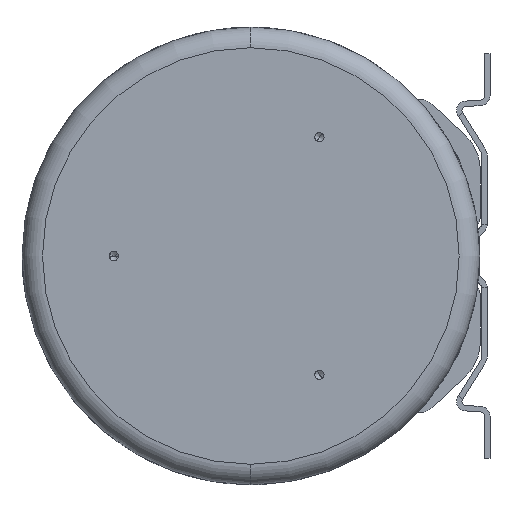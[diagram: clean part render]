
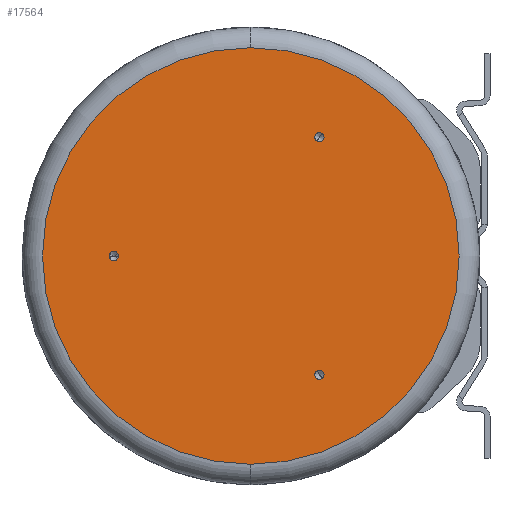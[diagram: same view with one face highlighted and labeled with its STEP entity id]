
A CAD part, left-side view. The second image highlights one B-rep face of the part: STEP entity #17564.
In plain terms, the highlighted planar face has unit normal (-1, 0, 0).
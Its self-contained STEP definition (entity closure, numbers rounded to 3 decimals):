
#6297=CARTESIAN_POINT('',(-121.,100.,0.));
#6298=DIRECTION('',(-1.,0.,0.));
#6299=DIRECTION('',(0.,1.,0.));
#6300=AXIS2_PLACEMENT_3D('',#6297,#6298,#6299);
#6302=CARTESIAN_POINT('',(-121.,100.,0.));
#6303=DIRECTION('',(-1.,0.,0.));
#6304=DIRECTION('',(0.,-1.,0.));
#6305=AXIS2_PLACEMENT_3D('',#6302,#6303,#6304);
#6307=CARTESIAN_POINT('',(-121.,-50.,86.603));
#6308=DIRECTION('',(-1.,0.,0.));
#6309=DIRECTION('',(0.,-0.5,0.866));
#6310=AXIS2_PLACEMENT_3D('',#6307,#6308,#6309);
#6312=CARTESIAN_POINT('',(-121.,-50.,86.603));
#6313=DIRECTION('',(-1.,0.,0.));
#6314=DIRECTION('',(0.,0.5,-0.866));
#6315=AXIS2_PLACEMENT_3D('',#6312,#6313,#6314);
#6317=CARTESIAN_POINT('',(-121.,-50.,-86.603));
#6318=DIRECTION('',(-1.,0.,0.));
#6319=DIRECTION('',(0.,-0.5,-0.866));
#6320=AXIS2_PLACEMENT_3D('',#6317,#6318,#6319);
#6322=CARTESIAN_POINT('',(-121.,-50.,-86.603));
#6323=DIRECTION('',(-1.,0.,0.));
#6324=DIRECTION('',(0.,0.5,0.866));
#6325=AXIS2_PLACEMENT_3D('',#6322,#6323,#6324);
#6327=CARTESIAN_POINT('',(-121.,0.,0.));
#6328=DIRECTION('',(-1.,0.,0.));
#6329=DIRECTION('',(0.,0.,-1.));
#6330=AXIS2_PLACEMENT_3D('',#6327,#6328,#6329);
#6332=CARTESIAN_POINT('',(-121.,0.,0.));
#6333=DIRECTION('',(-1.,0.,0.));
#6334=DIRECTION('',(0.,0.,1.));
#6335=AXIS2_PLACEMENT_3D('',#6332,#6333,#6334);
#8057=CARTESIAN_POINT('',(-121.,103.4,0.));
#8058=VERTEX_POINT('',#8057);
#8059=CARTESIAN_POINT('',(-121.,96.6,0.));
#8060=VERTEX_POINT('',#8059);
#8067=CARTESIAN_POINT('',(-121.,-51.7,89.547));
#8068=VERTEX_POINT('',#8067);
#8069=CARTESIAN_POINT('',(-121.,-48.3,83.658));
#8070=VERTEX_POINT('',#8069);
#8077=CARTESIAN_POINT('',(-121.,-51.7,-89.547));
#8078=VERTEX_POINT('',#8077);
#8079=CARTESIAN_POINT('',(-121.,-48.3,-83.658));
#8080=VERTEX_POINT('',#8079);
#8659=CARTESIAN_POINT('',(-121.,0.,-152.));
#8660=CARTESIAN_POINT('',(-121.,0.,152.));
#8661=VERTEX_POINT('',#8659);
#8662=VERTEX_POINT('',#8660);
#17536=CARTESIAN_POINT('',(-121.,0.,0.));
#17537=DIRECTION('',(-1.,0.,0.));
#17538=DIRECTION('',(0.,0.,1.));
#17539=AXIS2_PLACEMENT_3D('',#17536,#17537,#17538);
#17540=PLANE('',#17539);
#17541=ORIENTED_EDGE('',*,*,#17526,.F.);
#17543=ORIENTED_EDGE('',*,*,#17542,.F.);
#17544=EDGE_LOOP('',(#17541,#17543));
#17545=FACE_OUTER_BOUND('',#17544,.F.);
#17547=ORIENTED_EDGE('',*,*,#17546,.T.);
#17549=ORIENTED_EDGE('',*,*,#17548,.T.);
#17550=EDGE_LOOP('',(#17547,#17549));
#17551=FACE_BOUND('',#17550,.F.);
#17553=ORIENTED_EDGE('',*,*,#17552,.T.);
#17555=ORIENTED_EDGE('',*,*,#17554,.T.);
#17556=EDGE_LOOP('',(#17553,#17555));
#17557=FACE_BOUND('',#17556,.F.);
#17559=ORIENTED_EDGE('',*,*,#17558,.T.);
#17561=ORIENTED_EDGE('',*,*,#17560,.T.);
#17562=EDGE_LOOP('',(#17559,#17561));
#17563=FACE_BOUND('',#17562,.F.);
#17564=ADVANCED_FACE('',(#17545,#17551,#17557,#17563),#17540,.T.);
#6301=CIRCLE('',#6300,3.4);
#6306=CIRCLE('',#6305,3.4);
#6311=CIRCLE('',#6310,3.4);
#6316=CIRCLE('',#6315,3.4);
#6321=CIRCLE('',#6320,3.4);
#6326=CIRCLE('',#6325,3.4);
#6331=CIRCLE('',#6330,152.);
#6336=CIRCLE('',#6335,152.);
#17526=EDGE_CURVE('',#8661,#8662,#6331,.T.);
#17542=EDGE_CURVE('',#8662,#8661,#6336,.T.);
#17546=EDGE_CURVE('',#8068,#8070,#6311,.T.);
#17548=EDGE_CURVE('',#8070,#8068,#6316,.T.);
#17552=EDGE_CURVE('',#8078,#8080,#6321,.T.);
#17554=EDGE_CURVE('',#8080,#8078,#6326,.T.);
#17558=EDGE_CURVE('',#8058,#8060,#6301,.T.);
#17560=EDGE_CURVE('',#8060,#8058,#6306,.T.);
